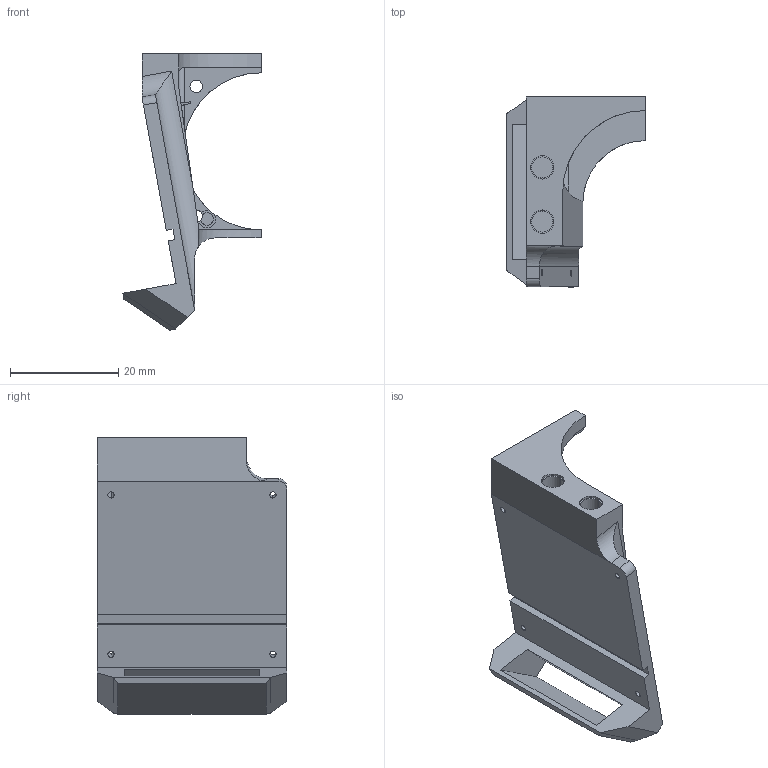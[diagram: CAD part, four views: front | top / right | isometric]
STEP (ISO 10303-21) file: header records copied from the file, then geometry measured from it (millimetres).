
FILE_DESCRIPTION(('FreeCAD Model'),'2;1');
FILE_NAME('fanduct_v3.6_p_30mm.STEP', '2019-05-19T18:37:34',('Author'),(''), 'Open CASCADE STEP processor 7.2','FreeCAD','Unknown');
FILE_SCHEMA(('AUTOMOTIVE_DESIGN { 1 0 10303 214 1 1 1 1 }'));
Length unit declared in the file: millimetre
Products named in the file (1): Cut
Bounding box: 25.55 x 35 x 51.04 mm (x, y, z)
Volume: 8798.4 mm3; surface area: 6141.1 mm2
Topology: 1 solids, 1 shells, 76 faces, 213 edges, 140 vertices
Faces by surface type: plane 46, cylinder 30
Full cylindrical faces by diameter (mm): 2.3 x2
Entity records: 6701 total; most frequent: CARTESIAN_POINT 1994, DIRECTION 768, LINE 429, VECTOR 429, ORIENTED_EDGE 426, PCURVE 426, DEFINITIONAL_REPRESENTATION 426, EDGE_CURVE 213
